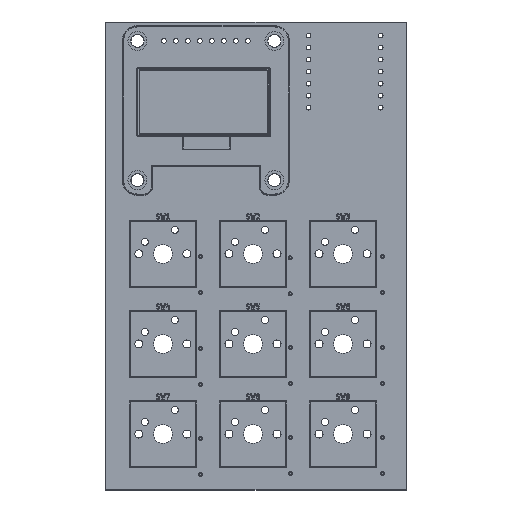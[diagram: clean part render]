
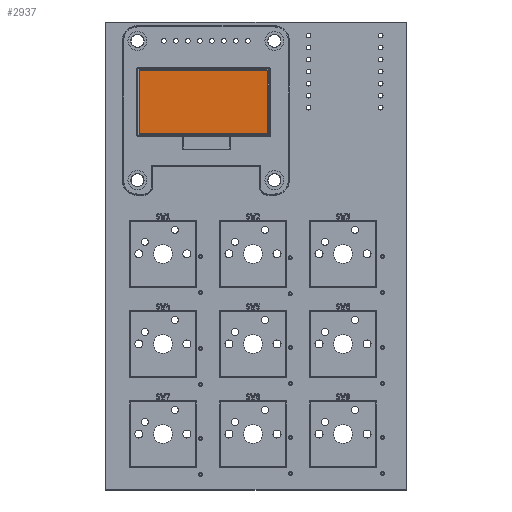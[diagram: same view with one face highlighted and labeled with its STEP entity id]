
A CAD part, top view. The second image highlights one B-rep face of the part: STEP entity #2937.
In plain terms, the highlighted planar face has unit normal (0, 0, 1).
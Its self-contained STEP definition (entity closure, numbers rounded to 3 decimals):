
#2846 = VERTEX_POINT('',#2847);
#2847 = CARTESIAN_POINT('',(21.98,-19.68,2.9));
#2853 = EDGE_CURVE('',#2846,#2854,#2856,.T.);
#2854 = VERTEX_POINT('',#2855);
#2855 = CARTESIAN_POINT('',(21.98,-6.2,2.9));
#2856 = LINE('',#2857,#2858);
#2857 = CARTESIAN_POINT('',(21.98,-19.68,2.9));
#2858 = VECTOR('',#2859,1.);
#2859 = DIRECTION('',(0.,1.,0.));
#2877 = EDGE_CURVE('',#2878,#2846,#2880,.T.);
#2878 = VERTEX_POINT('',#2879);
#2879 = CARTESIAN_POINT('',(-5.2,-19.68,2.9));
#2880 = LINE('',#2881,#2882);
#2881 = CARTESIAN_POINT('',(-5.2,-19.68,2.9));
#2882 = VECTOR('',#2883,1.);
#2883 = DIRECTION('',(1.,0.,0.));
#2901 = EDGE_CURVE('',#2902,#2854,#2904,.T.);
#2902 = VERTEX_POINT('',#2903);
#2903 = CARTESIAN_POINT('',(-5.2,-6.2,2.9));
#2904 = LINE('',#2905,#2906);
#2905 = CARTESIAN_POINT('',(-5.2,-6.2,2.9));
#2906 = VECTOR('',#2907,1.);
#2907 = DIRECTION('',(1.,0.,0.));
#2925 = EDGE_CURVE('',#2878,#2902,#2926,.T.);
#2926 = LINE('',#2927,#2928);
#2927 = CARTESIAN_POINT('',(-5.2,-19.68,2.9));
#2928 = VECTOR('',#2929,1.);
#2929 = DIRECTION('',(0.,1.,0.));
#2937 = ADVANCED_FACE('',(#2938),#2944,.T.);
#2938 = FACE_BOUND('',#2939,.T.);
#2939 = EDGE_LOOP('',(#2940,#2941,#2942,#2943));
#2940 = ORIENTED_EDGE('',*,*,#2925,.F.);
#2941 = ORIENTED_EDGE('',*,*,#2877,.T.);
#2942 = ORIENTED_EDGE('',*,*,#2853,.T.);
#2943 = ORIENTED_EDGE('',*,*,#2901,.F.);
#2944 = PLANE('',#2945);
#2945 = AXIS2_PLACEMENT_3D('',#2946,#2947,#2948);
#2946 = CARTESIAN_POINT('',(-5.2,-19.68,2.9));
#2947 = DIRECTION('',(0.,0.,1.));
#2948 = DIRECTION('',(1.,0.,-0.));
